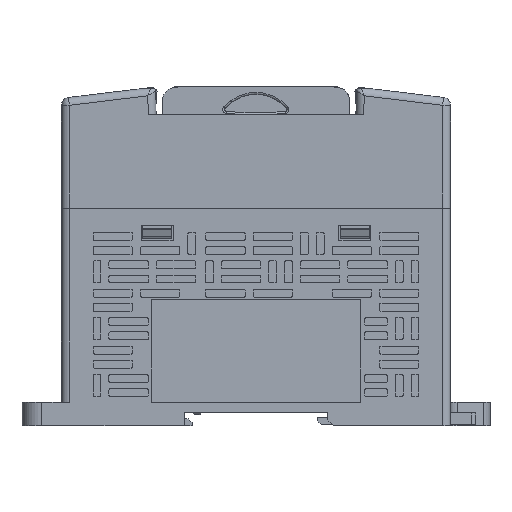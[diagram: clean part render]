
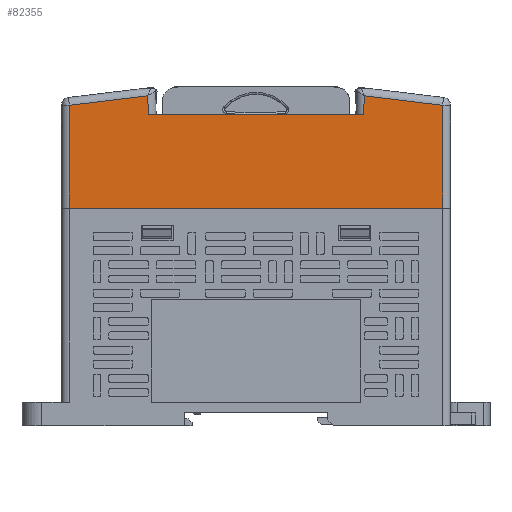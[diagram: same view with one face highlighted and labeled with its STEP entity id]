
A CAD part, left-side view. The second image highlights one B-rep face of the part: STEP entity #82355.
In plain terms, the highlighted planar face has unit normal (-1, 0, 0).
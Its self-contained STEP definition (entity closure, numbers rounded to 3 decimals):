
#1305=DIRECTION('',(0.,1.,0.));
#1306=VECTOR('',#1305,54.601);
#1307=CARTESIAN_POINT('',(34.4,19.45,37.85));
#1308=LINE('',#1307,#1306);
#2793=DIRECTION('',(0.,0.,1.));
#2794=VECTOR('',#2793,26.028);
#2795=CARTESIAN_POINT('',(34.4,-0.5,14.25));
#2796=LINE('',#2795,#2794);
#2797=DIRECTION('',(0.,1.,0.));
#2798=VECTOR('',#2797,94.5);
#2799=CARTESIAN_POINT('',(34.4,-0.5,14.25));
#2800=LINE('',#2799,#2798);
#2801=DIRECTION('',(0.,0.,-1.));
#2802=VECTOR('',#2801,26.028);
#2803=CARTESIAN_POINT('',(34.4,94.,40.278));
#2804=LINE('',#2803,#2802);
#2805=DIRECTION('',(0.,0.993,-0.12));
#2806=VECTOR('',#2805,20.011);
#2807=CARTESIAN_POINT('',(34.4,74.135,42.686));
#2808=LINE('',#2807,#2806);
#2809=DIRECTION('',(0.,0.017,1.));
#2810=VECTOR('',#2809,4.836);
#2811=CARTESIAN_POINT('',(34.4,74.05,37.85));
#2812=LINE('',#2811,#2810);
#2813=DIRECTION('',(0.,0.017,-1.));
#2814=VECTOR('',#2813,4.836);
#2815=CARTESIAN_POINT('',(34.4,19.365,42.686));
#2816=LINE('',#2815,#2814);
#2817=DIRECTION('',(0.,0.993,0.12));
#2818=VECTOR('',#2817,20.011);
#2819=CARTESIAN_POINT('',(34.4,-0.5,40.278));
#2820=LINE('',#2819,#2818);
#61085=CARTESIAN_POINT('',(34.4,-0.5,14.25));
#61087=VERTEX_POINT('',#61085);
#61088=CARTESIAN_POINT('',(34.4,-0.5,40.278));
#61089=VERTEX_POINT('',#61088);
#61094=CARTESIAN_POINT('',(34.4,19.365,42.686));
#61095=VERTEX_POINT('',#61094);
#61096=CARTESIAN_POINT('',(34.4,19.45,37.85));
#61097=VERTEX_POINT('',#61096);
#61098=CARTESIAN_POINT('',(34.4,74.05,37.85));
#61099=CARTESIAN_POINT('',(34.4,74.135,42.686));
#61100=VERTEX_POINT('',#61098);
#61101=VERTEX_POINT('',#61099);
#61102=CARTESIAN_POINT('',(34.4,94.,14.25));
#61104=VERTEX_POINT('',#61102);
#61106=CARTESIAN_POINT('',(34.4,94.,40.278));
#61107=VERTEX_POINT('',#61106);
#82336=CARTESIAN_POINT('',(34.4,94.,14.15));
#82337=DIRECTION('',(-1.,0.,0.));
#82338=DIRECTION('',(0.,-1.,0.));
#82339=AXIS2_PLACEMENT_3D('',#82336,#82337,#82338);
#82340=PLANE('',#82339);
#82341=ORIENTED_EDGE('',*,*,#79394,.F.);
#82342=ORIENTED_EDGE('',*,*,#79041,.T.);
#82344=ORIENTED_EDGE('',*,*,#82343,.F.);
#82346=ORIENTED_EDGE('',*,*,#82345,.F.);
#82347=ORIENTED_EDGE('',*,*,#79549,.F.);
#82348=ORIENTED_EDGE('',*,*,#80080,.F.);
#82350=ORIENTED_EDGE('',*,*,#82349,.F.);
#82352=ORIENTED_EDGE('',*,*,#82351,.F.);
#82353=EDGE_LOOP('',(#82341,#82342,#82344,#82346,#82347,#82348,#82350,#82352));
#82354=FACE_OUTER_BOUND('',#82353,.F.);
#82355=ADVANCED_FACE('',(#82354),#82340,.T.);
#79041=EDGE_CURVE('',#61087,#61104,#2800,.T.);
#79394=EDGE_CURVE('',#61087,#61089,#2796,.T.);
#79549=EDGE_CURVE('',#61100,#61101,#2812,.T.);
#80080=EDGE_CURVE('',#61097,#61100,#1308,.T.);
#82343=EDGE_CURVE('',#61107,#61104,#2804,.T.);
#82345=EDGE_CURVE('',#61101,#61107,#2808,.T.);
#82349=EDGE_CURVE('',#61095,#61097,#2816,.T.);
#82351=EDGE_CURVE('',#61089,#61095,#2820,.T.);
